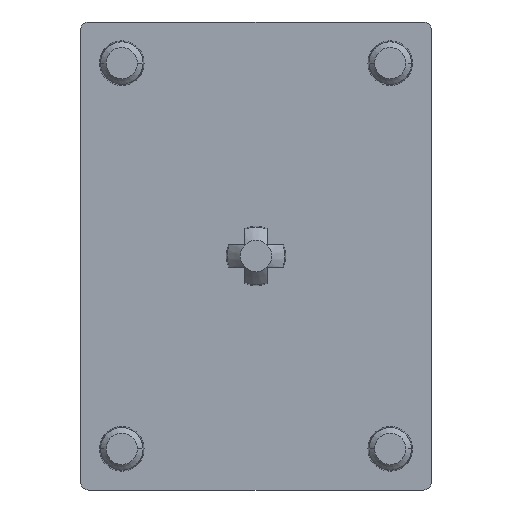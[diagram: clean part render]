
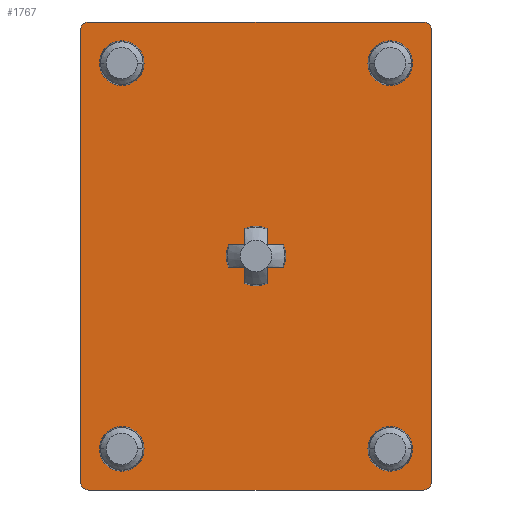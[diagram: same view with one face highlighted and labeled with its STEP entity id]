
A CAD part, front view. The second image highlights one B-rep face of the part: STEP entity #1767.
In plain terms, the highlighted planar face has unit normal (0, -1, 0).
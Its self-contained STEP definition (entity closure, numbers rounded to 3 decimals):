
#329=CARTESIAN_POINT('',(21.4,0.,-28.9));
#330=DIRECTION('',(0.,-1.,0.));
#331=DIRECTION('',(0.,0.,-1.));
#332=AXIS2_PLACEMENT_3D('',#329,#330,#331);
#338=DIRECTION('',(-1.,0.,0.));
#339=VECTOR('',#338,42.8);
#340=CARTESIAN_POINT('',(21.4,0.,-29.9));
#341=LINE('',#340,#339);
#345=CARTESIAN_POINT('',(-21.4,0.,-28.9));
#346=DIRECTION('',(0.,-1.,0.));
#347=DIRECTION('',(-1.,0.,0.));
#348=AXIS2_PLACEMENT_3D('',#345,#346,#347);
#353=DIRECTION('',(0.,0.,1.));
#354=VECTOR('',#353,57.8);
#355=CARTESIAN_POINT('',(-22.4,0.,-28.9));
#356=LINE('',#355,#354);
#360=CARTESIAN_POINT('',(-21.4,0.,28.9));
#361=DIRECTION('',(0.,-1.,0.));
#362=DIRECTION('',(0.,0.,1.));
#363=AXIS2_PLACEMENT_3D('',#360,#361,#362);
#368=DIRECTION('',(1.,0.,0.));
#369=VECTOR('',#368,42.8);
#370=CARTESIAN_POINT('',(-21.4,0.,29.9));
#371=LINE('',#370,#369);
#375=CARTESIAN_POINT('',(21.4,0.,28.9));
#376=DIRECTION('',(0.,-1.,0.));
#377=DIRECTION('',(1.,0.,0.));
#378=AXIS2_PLACEMENT_3D('',#375,#376,#377);
#383=DIRECTION('',(0.,0.,-1.));
#384=VECTOR('',#383,57.8);
#385=CARTESIAN_POINT('',(22.4,0.,28.9));
#386=LINE('',#385,#384);
#390=DIRECTION('',(1.,0.,0.));
#391=VECTOR('',#390,2.113);
#392=CARTESIAN_POINT('',(1.414,0.,1.414));
#393=LINE('',#392,#391);
#397=DIRECTION('',(0.,0.,-1.));
#398=VECTOR('',#397,2.113);
#399=CARTESIAN_POINT('',(1.414,0.,3.527));
#400=LINE('',#399,#398);
#404=CARTESIAN_POINT('',(0.,0.,0.));
#405=DIRECTION('',(0.,-1.,0.));
#406=DIRECTION('',(0.372,0.,0.928));
#407=AXIS2_PLACEMENT_3D('',#404,#405,#406);
#412=DIRECTION('',(0.,0.,1.));
#413=VECTOR('',#412,2.113);
#414=CARTESIAN_POINT('',(-1.414,0.,1.414));
#415=LINE('',#414,#413);
#419=DIRECTION('',(1.,0.,0.));
#420=VECTOR('',#419,2.113);
#421=CARTESIAN_POINT('',(-3.527,0.,1.414));
#422=LINE('',#421,#420);
#426=DIRECTION('',(-1.,0.,0.));
#427=VECTOR('',#426,2.113);
#428=CARTESIAN_POINT('',(-1.414,0.,-1.414));
#429=LINE('',#428,#427);
#433=DIRECTION('',(0.,0.,1.));
#434=VECTOR('',#433,2.113);
#435=CARTESIAN_POINT('',(-1.414,0.,-3.527));
#436=LINE('',#435,#434);
#440=CARTESIAN_POINT('',(0.,0.,0.));
#441=DIRECTION('',(0.,-1.,0.));
#442=DIRECTION('',(-0.372,0.,-0.928));
#443=AXIS2_PLACEMENT_3D('',#440,#441,#442);
#448=DIRECTION('',(0.,0.,-1.));
#449=VECTOR('',#448,2.113);
#450=CARTESIAN_POINT('',(1.414,0.,-1.414));
#451=LINE('',#450,#449);
#455=DIRECTION('',(-1.,0.,0.));
#456=VECTOR('',#455,2.113);
#457=CARTESIAN_POINT('',(3.527,0.,-1.414));
#458=LINE('',#457,#456);
#462=CARTESIAN_POINT('',(-17.15,0.,-24.65));
#463=DIRECTION('',(0.,-1.,0.));
#464=DIRECTION('',(1.,0.,0.));
#465=AXIS2_PLACEMENT_3D('',#462,#463,#464);
#470=CARTESIAN_POINT('',(-17.15,0.,-24.65));
#471=DIRECTION('',(0.,-1.,0.));
#472=DIRECTION('',(-1.,0.,0.));
#473=AXIS2_PLACEMENT_3D('',#470,#471,#472);
#478=CARTESIAN_POINT('',(17.15,0.,-24.65));
#479=DIRECTION('',(0.,1.,0.));
#480=DIRECTION('',(-1.,0.,0.));
#481=AXIS2_PLACEMENT_3D('',#478,#479,#480);
#486=CARTESIAN_POINT('',(17.15,0.,-24.65));
#487=DIRECTION('',(0.,1.,0.));
#488=DIRECTION('',(1.,0.,0.));
#489=AXIS2_PLACEMENT_3D('',#486,#487,#488);
#494=CARTESIAN_POINT('',(-17.15,0.,24.65));
#495=DIRECTION('',(0.,1.,0.));
#496=DIRECTION('',(1.,0.,0.));
#497=AXIS2_PLACEMENT_3D('',#494,#495,#496);
#502=CARTESIAN_POINT('',(-17.15,0.,24.65));
#503=DIRECTION('',(0.,1.,0.));
#504=DIRECTION('',(-1.,0.,0.));
#505=AXIS2_PLACEMENT_3D('',#502,#503,#504);
#510=CARTESIAN_POINT('',(17.15,0.,24.65));
#511=DIRECTION('',(0.,-1.,0.));
#512=DIRECTION('',(-1.,0.,0.));
#513=AXIS2_PLACEMENT_3D('',#510,#511,#512);
#518=CARTESIAN_POINT('',(17.15,0.,24.65));
#519=DIRECTION('',(0.,-1.,0.));
#520=DIRECTION('',(1.,0.,0.));
#521=AXIS2_PLACEMENT_3D('',#518,#519,#520);
#1050=CARTESIAN_POINT('',(-1.414,0.,3.527));
#1058=CARTESIAN_POINT('',(1.414,0.,3.527));
#1074=CARTESIAN_POINT('',(-1.414,0.,-3.527));
#1090=CARTESIAN_POINT('',(1.414,0.,-3.527));
#1098=CARTESIAN_POINT('',(0.,0.,0.));
#1099=DIRECTION('',(0.,1.,0.));
#1100=DIRECTION('',(-0.928,0.,-0.372));
#1101=AXIS2_PLACEMENT_3D('',#1098,#1099,#1100);
#1106=CARTESIAN_POINT('',(-3.527,0.,1.414));
#1114=CARTESIAN_POINT('',(-3.527,0.,-1.414));
#1122=CARTESIAN_POINT('',(3.527,0.,1.414));
#1130=CARTESIAN_POINT('',(0.,0.,0.));
#1131=DIRECTION('',(0.,1.,0.));
#1132=DIRECTION('',(0.928,0.,0.372));
#1133=AXIS2_PLACEMENT_3D('',#1130,#1131,#1132);
#1138=CARTESIAN_POINT('',(3.527,0.,-1.414));
#1558=CARTESIAN_POINT('',(-1.414,0.,-1.414));
#1559=VERTEX_POINT('',#1558);
#1560=CARTESIAN_POINT('',(-1.414,0.,1.414));
#1561=VERTEX_POINT('',#1560);
#1562=CARTESIAN_POINT('',(1.414,0.,-1.414));
#1563=VERTEX_POINT('',#1562);
#1564=CARTESIAN_POINT('',(1.414,0.,1.414));
#1565=VERTEX_POINT('',#1564);
#1566=VERTEX_POINT('',#1074);
#1568=VERTEX_POINT('',#1114);
#1570=VERTEX_POINT('',#1138);
#1572=VERTEX_POINT('',#1090);
#1574=VERTEX_POINT('',#1106);
#1576=VERTEX_POINT('',#1050);
#1578=VERTEX_POINT('',#1058);
#1580=VERTEX_POINT('',#1122);
#1582=CARTESIAN_POINT('',(21.4,0.,-29.9));
#1583=CARTESIAN_POINT('',(22.4,0.,-28.9));
#1584=VERTEX_POINT('',#1582);
#1585=VERTEX_POINT('',#1583);
#1586=CARTESIAN_POINT('',(-22.4,0.,-28.9));
#1587=CARTESIAN_POINT('',(-21.4,0.,-29.9));
#1588=VERTEX_POINT('',#1586);
#1589=VERTEX_POINT('',#1587);
#1590=CARTESIAN_POINT('',(-21.4,0.,29.9));
#1591=CARTESIAN_POINT('',(-22.4,0.,28.9));
#1592=VERTEX_POINT('',#1590);
#1593=VERTEX_POINT('',#1591);
#1594=CARTESIAN_POINT('',(22.4,0.,28.9));
#1595=CARTESIAN_POINT('',(21.4,0.,29.9));
#1596=VERTEX_POINT('',#1594);
#1597=VERTEX_POINT('',#1595);
#1654=CARTESIAN_POINT('',(-20.,0.,-24.65));
#1655=VERTEX_POINT('',#1654);
#1656=CARTESIAN_POINT('',(-14.3,0.,-24.65));
#1657=VERTEX_POINT('',#1656);
#1666=CARTESIAN_POINT('',(20.,0.,-24.65));
#1667=VERTEX_POINT('',#1666);
#1668=CARTESIAN_POINT('',(14.3,0.,-24.65));
#1669=VERTEX_POINT('',#1668);
#1678=CARTESIAN_POINT('',(-20.,0.,24.65));
#1679=VERTEX_POINT('',#1678);
#1680=CARTESIAN_POINT('',(-14.3,0.,24.65));
#1681=VERTEX_POINT('',#1680);
#1690=CARTESIAN_POINT('',(20.,0.,24.65));
#1691=VERTEX_POINT('',#1690);
#1692=CARTESIAN_POINT('',(14.3,0.,24.65));
#1693=VERTEX_POINT('',#1692);
#1694=CARTESIAN_POINT('',(0.,0.,0.));
#1695=DIRECTION('',(0.,1.,0.));
#1696=DIRECTION('',(1.,0.,0.));
#1697=AXIS2_PLACEMENT_3D('',#1694,#1695,#1696);
#1698=PLANE('',#1697);
#1700=ORIENTED_EDGE('',*,*,#1699,.F.);
#1702=ORIENTED_EDGE('',*,*,#1701,.T.);
#1704=ORIENTED_EDGE('',*,*,#1703,.F.);
#1706=ORIENTED_EDGE('',*,*,#1705,.T.);
#1708=ORIENTED_EDGE('',*,*,#1707,.F.);
#1710=ORIENTED_EDGE('',*,*,#1709,.T.);
#1712=ORIENTED_EDGE('',*,*,#1711,.F.);
#1714=ORIENTED_EDGE('',*,*,#1713,.T.);
#1715=EDGE_LOOP('',(#1700,#1702,#1704,#1706,#1708,#1710,#1712,#1714));
#1716=FACE_OUTER_BOUND('',#1715,.F.);
#1718=ORIENTED_EDGE('',*,*,#1717,.F.);
#1720=ORIENTED_EDGE('',*,*,#1719,.F.);
#1722=ORIENTED_EDGE('',*,*,#1721,.F.);
#1724=ORIENTED_EDGE('',*,*,#1723,.T.);
#1726=ORIENTED_EDGE('',*,*,#1725,.F.);
#1728=ORIENTED_EDGE('',*,*,#1727,.F.);
#1730=ORIENTED_EDGE('',*,*,#1729,.F.);
#1732=ORIENTED_EDGE('',*,*,#1731,.F.);
#1734=ORIENTED_EDGE('',*,*,#1733,.F.);
#1736=ORIENTED_EDGE('',*,*,#1735,.T.);
#1738=ORIENTED_EDGE('',*,*,#1737,.F.);
#1740=ORIENTED_EDGE('',*,*,#1739,.F.);
#1741=EDGE_LOOP('',(#1718,#1720,#1722,#1724,#1726,#1728,#1730,#1732,#1734,#1736,
#1738,#1740));
#1742=FACE_BOUND('',#1741,.F.);
#1744=ORIENTED_EDGE('',*,*,#1743,.T.);
#1746=ORIENTED_EDGE('',*,*,#1745,.T.);
#1747=EDGE_LOOP('',(#1744,#1746));
#1748=FACE_BOUND('',#1747,.F.);
#1750=ORIENTED_EDGE('',*,*,#1749,.F.);
#1752=ORIENTED_EDGE('',*,*,#1751,.F.);
#1753=EDGE_LOOP('',(#1750,#1752));
#1754=FACE_BOUND('',#1753,.F.);
#1756=ORIENTED_EDGE('',*,*,#1755,.F.);
#1758=ORIENTED_EDGE('',*,*,#1757,.F.);
#1759=EDGE_LOOP('',(#1756,#1758));
#1760=FACE_BOUND('',#1759,.F.);
#1762=ORIENTED_EDGE('',*,*,#1761,.T.);
#1764=ORIENTED_EDGE('',*,*,#1763,.T.);
#1765=EDGE_LOOP('',(#1762,#1764));
#1766=FACE_BOUND('',#1765,.F.);
#333=CIRCLE('',#332,1.);
#349=CIRCLE('',#348,1.);
#364=CIRCLE('',#363,1.);
#379=CIRCLE('',#378,1.);
#408=CIRCLE('',#407,3.8);
#444=CIRCLE('',#443,3.8);
#466=CIRCLE('',#465,2.85);
#474=CIRCLE('',#473,2.85);
#482=CIRCLE('',#481,2.85);
#490=CIRCLE('',#489,2.85);
#498=CIRCLE('',#497,2.85);
#506=CIRCLE('',#505,2.85);
#514=CIRCLE('',#513,2.85);
#522=CIRCLE('',#521,2.85);
#1102=CIRCLE('',#1101,3.8);
#1134=CIRCLE('',#1133,3.8);
#1699=EDGE_CURVE('',#1584,#1585,#333,.T.);
#1701=EDGE_CURVE('',#1584,#1589,#341,.T.);
#1703=EDGE_CURVE('',#1588,#1589,#349,.T.);
#1705=EDGE_CURVE('',#1588,#1593,#356,.T.);
#1707=EDGE_CURVE('',#1592,#1593,#364,.T.);
#1709=EDGE_CURVE('',#1592,#1597,#371,.T.);
#1711=EDGE_CURVE('',#1596,#1597,#379,.T.);
#1713=EDGE_CURVE('',#1596,#1585,#386,.T.);
#1717=EDGE_CURVE('',#1580,#1570,#1134,.T.);
#1719=EDGE_CURVE('',#1565,#1580,#393,.T.);
#1721=EDGE_CURVE('',#1578,#1565,#400,.T.);
#1723=EDGE_CURVE('',#1578,#1576,#408,.T.);
#1725=EDGE_CURVE('',#1561,#1576,#415,.T.);
#1727=EDGE_CURVE('',#1574,#1561,#422,.T.);
#1729=EDGE_CURVE('',#1568,#1574,#1102,.T.);
#1731=EDGE_CURVE('',#1559,#1568,#429,.T.);
#1733=EDGE_CURVE('',#1566,#1559,#436,.T.);
#1735=EDGE_CURVE('',#1566,#1572,#444,.T.);
#1737=EDGE_CURVE('',#1563,#1572,#451,.T.);
#1739=EDGE_CURVE('',#1570,#1563,#458,.T.);
#1743=EDGE_CURVE('',#1657,#1655,#466,.T.);
#1745=EDGE_CURVE('',#1655,#1657,#474,.T.);
#1749=EDGE_CURVE('',#1669,#1667,#482,.T.);
#1751=EDGE_CURVE('',#1667,#1669,#490,.T.);
#1755=EDGE_CURVE('',#1681,#1679,#498,.T.);
#1757=EDGE_CURVE('',#1679,#1681,#506,.T.);
#1761=EDGE_CURVE('',#1693,#1691,#514,.T.);
#1763=EDGE_CURVE('',#1691,#1693,#522,.T.);
#1767=ADVANCED_FACE('',(#1716,#1742,#1748,#1754,#1760,#1766),#1698,.F.);
